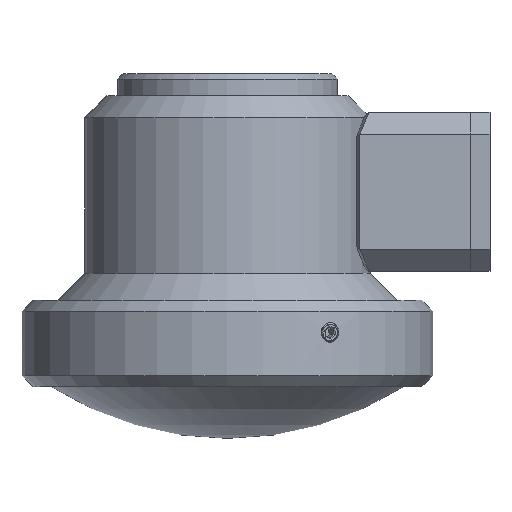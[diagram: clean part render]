
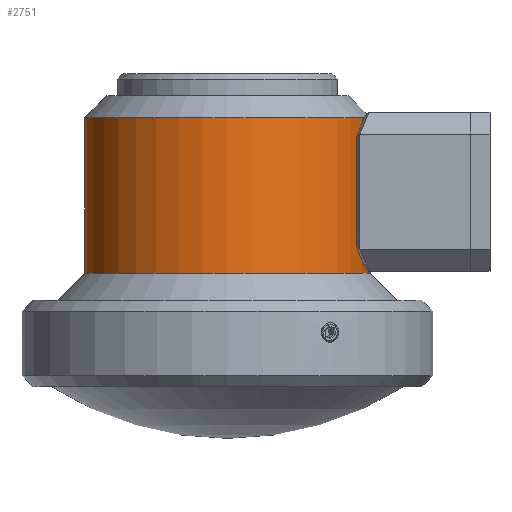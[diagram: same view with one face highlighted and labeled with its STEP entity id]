
A CAD part, left-side view. The second image highlights one B-rep face of the part: STEP entity #2751.
In plain terms, the highlighted cylindrical face has radius 13 mm (diameter 26 mm), a full revolution.
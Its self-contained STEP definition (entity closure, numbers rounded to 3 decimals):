
#344=B_SPLINE_CURVE_WITH_KNOTS('',3,(#10486,#10487,#10488,#10489,#10490,
#10491,#10492,#10493,#10494,#10495,#10496),.UNSPECIFIED.,.T.,.F.,(1,1,1,
1,1,1,1,1,1,1,1,1,1,1,1),(-0.003,-0.002,-0.001,
0.,0.001,0.002,0.003,
0.004,0.005,0.006,0.007,
0.008,0.009,0.01,0.011),
 .UNSPECIFIED.);
#345=B_SPLINE_CURVE_WITH_KNOTS('',3,(#10498,#10499,#10500,#10501,#10502,
#10503,#10504,#10505,#10506,#10507,#10508),.UNSPECIFIED.,.T.,.F.,(1,1,1,
1,1,1,1,1,1,1,1,1,1,1,1),(-0.003,-0.002,-0.001,
0.,0.001,0.002,0.003,
0.004,0.005,0.006,0.007,
0.008,0.009,0.01,0.011),
 .UNSPECIFIED.);
#501=CYLINDRICAL_SURFACE('',#3093,13.);
#1113=ORIENTED_EDGE('',*,*,#1459,.T.);
#1114=ORIENTED_EDGE('',*,*,#1460,.T.);
#1115=ORIENTED_EDGE('',*,*,#1461,.T.);
#1116=ORIENTED_EDGE('',*,*,#1457,.T.);
#1457=EDGE_CURVE('',#1687,#1687,#1828,.F.);
#1459=EDGE_CURVE('',#1689,#1689,#344,.T.);
#1460=EDGE_CURVE('',#1690,#1690,#345,.T.);
#1461=EDGE_CURVE('',#1691,#1691,#1830,.F.);
#1687=VERTEX_POINT('',#10481);
#1689=VERTEX_POINT('',#10497);
#1690=VERTEX_POINT('',#10509);
#1691=VERTEX_POINT('',#10511);
#1828=CIRCLE('',#3090,13.);
#1830=CIRCLE('',#3094,13.);
#2065=EDGE_LOOP('',(#1113));
#2066=EDGE_LOOP('',(#1114));
#2067=EDGE_LOOP('',(#1115));
#2068=EDGE_LOOP('',(#1116));
#2324=FACE_BOUND('',#2065,.T.);
#2325=FACE_BOUND('',#2066,.T.);
#2326=FACE_BOUND('',#2067,.T.);
#2327=FACE_BOUND('',#2068,.T.);
#2751=ADVANCED_FACE('',(#2324,#2325,#2326,#2327),#501,.T.);
#3090=AXIS2_PLACEMENT_3D('',#10480,#3792,#3793);
#3093=AXIS2_PLACEMENT_3D('',#10485,#3798,#3799);
#3094=AXIS2_PLACEMENT_3D('',#10510,#3800,#3801);
#3792=DIRECTION('',(0.,0.,-1.));
#3793=DIRECTION('',(0.,-1.,0.));
#3798=DIRECTION('',(0.,0.,-1.));
#3799=DIRECTION('',(0.,-1.,0.));
#3800=DIRECTION('',(0.,0.,1.));
#3801=DIRECTION('',(0.,1.,0.));
#10480=CARTESIAN_POINT('',(0.,0.,7.725));
#10481=CARTESIAN_POINT('',(0.,-13.,7.725));
#10485=CARTESIAN_POINT('',(0.,0.,-5.));
#10486=CARTESIAN_POINT('',(1.247,-12.942,10.922));
#10487=CARTESIAN_POINT('',(0.454,-13.005,10.216));
#10488=CARTESIAN_POINT('',(-0.605,-12.998,10.279));
#10489=CARTESIAN_POINT('',(-1.308,-12.934,11.07));
#10490=CARTESIAN_POINT('',(-1.247,-12.942,12.129));
#10491=CARTESIAN_POINT('',(-0.455,-13.005,12.833));
#10492=CARTESIAN_POINT('',(0.603,-12.998,12.772));
#10493=CARTESIAN_POINT('',(1.308,-12.934,11.981));
#10494=CARTESIAN_POINT('',(1.247,-12.942,10.922));
#10495=CARTESIAN_POINT('',(0.454,-13.005,10.216));
#10496=CARTESIAN_POINT('',(-0.605,-12.998,10.279));
#10497=CARTESIAN_POINT('',(0.41,-12.994,10.344));
#10498=CARTESIAN_POINT('',(1.247,-12.942,18.172));
#10499=CARTESIAN_POINT('',(0.454,-13.005,17.466));
#10500=CARTESIAN_POINT('',(-0.605,-12.998,17.529));
#10501=CARTESIAN_POINT('',(-1.308,-12.934,18.32));
#10502=CARTESIAN_POINT('',(-1.247,-12.942,19.379));
#10503=CARTESIAN_POINT('',(-0.455,-13.005,20.083));
#10504=CARTESIAN_POINT('',(0.603,-12.998,20.022));
#10505=CARTESIAN_POINT('',(1.308,-12.934,19.231));
#10506=CARTESIAN_POINT('',(1.247,-12.942,18.172));
#10507=CARTESIAN_POINT('',(0.454,-13.005,17.466));
#10508=CARTESIAN_POINT('',(-0.605,-12.998,17.529));
#10509=CARTESIAN_POINT('',(0.41,-12.994,17.594));
#10510=CARTESIAN_POINT('',(0.,0.,21.9));
#10511=CARTESIAN_POINT('',(0.,13.,21.9));
